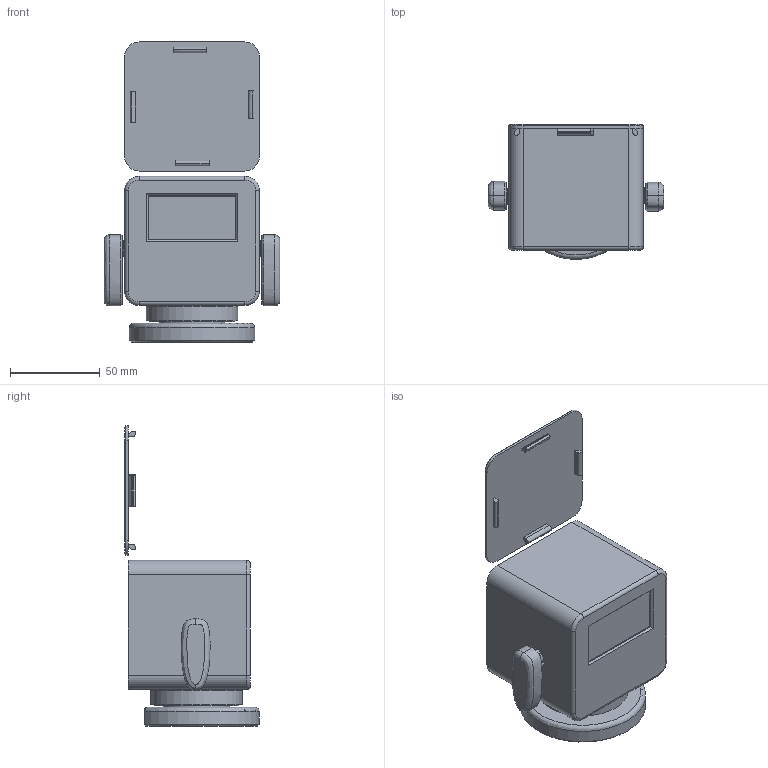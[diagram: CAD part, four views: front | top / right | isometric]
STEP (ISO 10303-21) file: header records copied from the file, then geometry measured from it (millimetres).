
FILE_DESCRIPTION(/* description */ (''),/* implementation_level */ '2;1');
FILE_NAME(/* name */ 'Desk-robot.step',/* time_stamp */ '2025-12-18T17:22:42+01:00',/* author */ (''),/* organization */ (''),/* preprocessor_version */ 'ST-DEVELOPER v20.1',/* originating_system */ 'Autodesk Translation Framework v14.21.0.0',/* authorisation */ '');
FILE_SCHEMA (('AUTOMOTIVE_DESIGN { 1 0 10303 214 3 1 1 }'));
Length unit declared in the file: millimetre
Products named in the file (10): 2025-08-18-09-06-32-734; 2025-08-18-09-06-32-735; 2025-12-16-09-35-14-130; 2025-12-18-13-54-50-193; 2025-12-18-13-54-32-497; 2025-12-18-13-14-12-961; 90591A265_Zinc-Plated Steel Hex Nut; 91292A832_18-8 Stainless Steel Socket Head Screw; 2025-12-18-13-51-40-341; 2025-08-18-09-06-34-653
Assembly tree (15 placements, depth 2):
  2025-08-18-09-06-32-734
    2025-08-18-09-06-32-735
    2025-08-18-09-06-34-653  x4
    2025-12-16-09-35-14-130
    2025-12-18-13-54-50-193
    2025-12-18-13-54-32-497
    2025-12-18-13-14-12-961
    90591A265_Zinc-Plated Steel Hex Nut  x2
    91292A832_18-8 Stainless Steel Socket Head Screw  x2
    2025-12-18-13-51-40-341  x2
Bounding box: 98 x 75 x 167.37 mm (x, y, z)
Volume: 153780.6 mm3; surface area: 110719.8 mm2
Topology: 28 solids, 28 shells, 1485 faces, 3885 edges, 2511 vertices
Faces by surface type: plane 902, cylinder 352, cone 127, bspline 72, torus 28, sphere 4
Full cylindrical faces by diameter (mm): 0.346 x1, 0.352 x1, 0.376 x1, 0.447 x1, 0.751 x4, 0.866 x4, 0.921 x1, 0.982 x8, 1.282 x1, 1.426 x1, 1.48 x36, 1.654 x1, 2 x56, 2.3 x4, 2.4 x8, 2.6 x2, 2.819 x4, 3 x1, 3.1 x1, 3.2 x6, 3.473 x1, 3.8 x2, 4.679 x4, 4.825 x1, 5 x5, 5.1 x4, 5.9 x4, 7.636 x4, 7.936 x2, 8 x2
Entity records: 35318 total; most frequent: CARTESIAN_POINT 12833, ORIENTED_EDGE 4732, DIRECTION 4395, EDGE_CURVE 2366, VERTEX_POINT 1516, AXIS2_PLACEMENT_3D 1487, LINE 1421, VECTOR 1421
